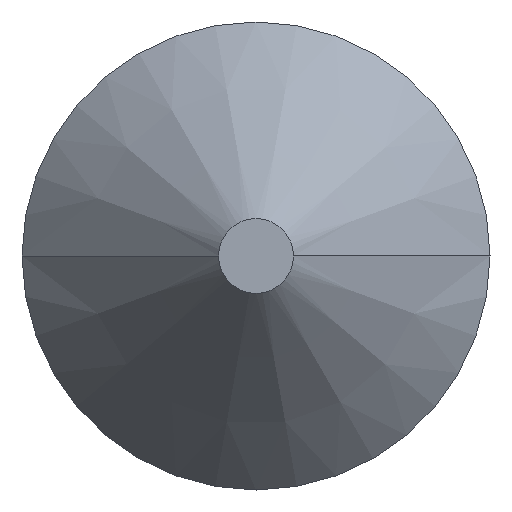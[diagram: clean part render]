
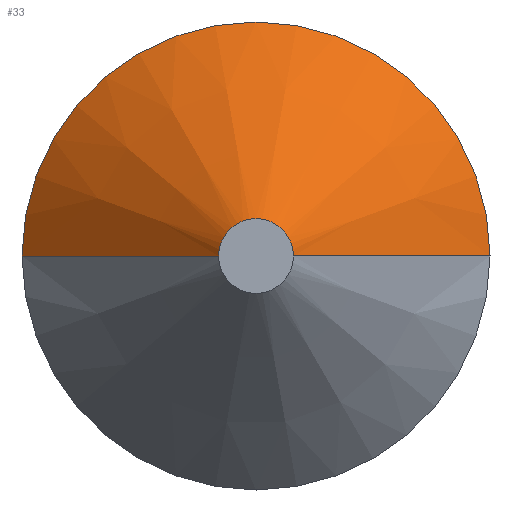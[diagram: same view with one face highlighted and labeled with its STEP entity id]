
A CAD part, front view. The second image highlights one B-rep face of the part: STEP entity #33.
In plain terms, the highlighted conical face has half-angle 41 degrees and reference radius 1.016 mm.
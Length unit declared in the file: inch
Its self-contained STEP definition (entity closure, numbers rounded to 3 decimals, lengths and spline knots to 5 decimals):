
#3 = EDGE_CURVE ( 'NONE', #138, #67, #64, .T. ) ;
#4 = VERTEX_POINT ( 'NONE', #73 ) ;
#12 = VECTOR ( 'NONE', #238, 39.37008 ) ;
#13 = EDGE_CURVE ( 'NONE', #86, #138, #23, .T. ) ;
#17 = DIRECTION ( 'NONE',  ( -1., 0., 0. ) ) ;
#18 = CARTESIAN_POINT ( 'NONE',  ( 0., 0.24158, 0. ) ) ;
#23 = LINE ( 'NONE', #250, #12 ) ;
#28 = AXIS2_PLACEMENT_3D ( 'NONE', #18, #171, #294 ) ;
#30 = ORIENTED_EDGE ( 'NONE', *, *, #74, .F. ) ;
#32 = VECTOR ( 'NONE', #197, 39.37008 ) ;
#33 = ADVANCED_FACE ( 'NONE', ( #223 ), #305, .T. ) ;
#47 = ORIENTED_EDGE ( 'NONE', *, *, #3, .T. ) ;
#56 = DIRECTION ( 'NONE',  ( 1., 0., 0. ) ) ;
#64 = CIRCLE ( 'NONE', #28, 0.25 ) ;
#67 = VERTEX_POINT ( 'NONE', #142 ) ;
#70 = CARTESIAN_POINT ( 'NONE',  ( 0.04, 0., 0. ) ) ;
#73 = CARTESIAN_POINT ( 'NONE',  ( -0.04, 0., 0. ) ) ;
#74 = EDGE_CURVE ( 'NONE', #4, #67, #236, .T. ) ;
#86 = VERTEX_POINT ( 'NONE', #70 ) ;
#100 = ORIENTED_EDGE ( 'NONE', *, *, #13, .T. ) ;
#116 = DIRECTION ( 'NONE',  ( 0., 1., 0. ) ) ;
#123 = CARTESIAN_POINT ( 'NONE',  ( 0., 0., 0. ) ) ;
#138 = VERTEX_POINT ( 'NONE', #167 ) ;
#142 = CARTESIAN_POINT ( 'NONE',  ( -0.25, 0.24158, 0. ) ) ;
#150 = EDGE_LOOP ( 'NONE', ( #303, #100, #47, #30 ) ) ;
#161 = CARTESIAN_POINT ( 'NONE',  ( 0., 0., 0. ) ) ;
#167 = CARTESIAN_POINT ( 'NONE',  ( 0.25, 0.24158, 0. ) ) ;
#171 = DIRECTION ( 'NONE',  ( 0., -1., 0. ) ) ;
#197 = DIRECTION ( 'NONE',  ( -0.656, 0.755, 0. ) ) ;
#201 = EDGE_CURVE ( 'NONE', #86, #4, #283, .T. ) ;
#222 = AXIS2_PLACEMENT_3D ( 'NONE', #161, #228, #56 ) ;
#223 = FACE_OUTER_BOUND ( 'NONE', #150, .T. ) ;
#228 = DIRECTION ( 'NONE',  ( 0., -1., 0. ) ) ;
#236 = LINE ( 'NONE', #289, #32 ) ;
#238 = DIRECTION ( 'NONE',  ( 0.656, 0.755, 0. ) ) ;
#250 = CARTESIAN_POINT ( 'NONE',  ( 0.04, 0., 0. ) ) ;
#266 = AXIS2_PLACEMENT_3D ( 'NONE', #123, #116, #17 ) ;
#283 = CIRCLE ( 'NONE', #222, 0.04 ) ;
#289 = CARTESIAN_POINT ( 'NONE',  ( -0.04, 0., 0. ) ) ;
#294 = DIRECTION ( 'NONE',  ( 1., 0., 0. ) ) ;
#303 = ORIENTED_EDGE ( 'NONE', *, *, #201, .F. ) ;
#305 = CONICAL_SURFACE ( 'NONE', #266, 0.04, 0.716 ) ;
